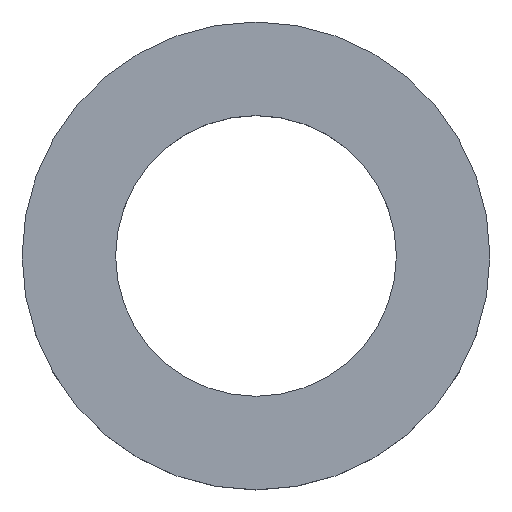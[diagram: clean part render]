
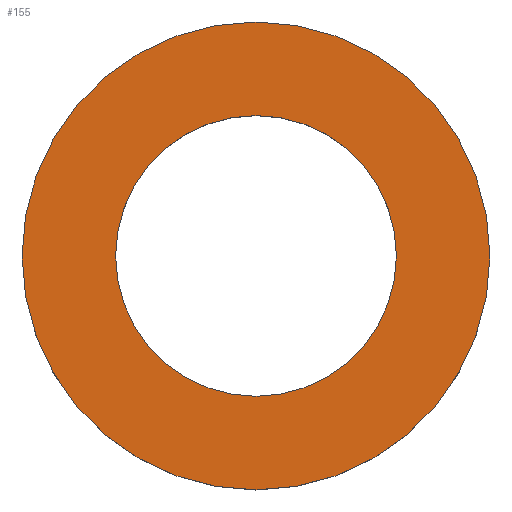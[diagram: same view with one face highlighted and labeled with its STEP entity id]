
A CAD part, top view. The second image highlights one B-rep face of the part: STEP entity #155.
In plain terms, the highlighted planar face has unit normal (0, 0, 1).
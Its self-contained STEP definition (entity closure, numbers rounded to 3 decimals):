
#1 = PLANE ( 'NONE',  #66 ) ;
#2 = DIRECTION ( 'NONE',  ( 0., 0., 1. ) ) ;
#12 = EDGE_CURVE ( 'NONE', #25, #111, #214, .T. ) ;
#18 = CARTESIAN_POINT ( 'NONE',  ( -9., 0., 4.3 ) ) ;
#20 = AXIS2_PLACEMENT_3D ( 'NONE', #203, #2, #60 ) ;
#25 = VERTEX_POINT ( 'NONE', #18 ) ;
#41 = CARTESIAN_POINT ( 'NONE',  ( 0., 0., 4.3 ) ) ;
#48 = AXIS2_PLACEMENT_3D ( 'NONE', #147, #70, #185 ) ;
#50 = ORIENTED_EDGE ( 'NONE', *, *, #125, .T. ) ;
#56 = CIRCLE ( 'NONE', #48, 15. ) ;
#60 = DIRECTION ( 'NONE',  ( 1., 0., 0. ) ) ;
#61 = EDGE_CURVE ( 'NONE', #111, #25, #144, .T. ) ;
#62 = DIRECTION ( 'NONE',  ( 0., 0., 1. ) ) ;
#63 = VERTEX_POINT ( 'NONE', #202 ) ;
#66 = AXIS2_PLACEMENT_3D ( 'NONE', #41, #62, #136 ) ;
#69 = VERTEX_POINT ( 'NONE', #237 ) ;
#70 = DIRECTION ( 'NONE',  ( 0., 0., 1. ) ) ;
#95 = CARTESIAN_POINT ( 'NONE',  ( 0., 0., 4.3 ) ) ;
#100 = CARTESIAN_POINT ( 'NONE',  ( 9., 0., 4.3 ) ) ;
#111 = VERTEX_POINT ( 'NONE', #100 ) ;
#118 = DIRECTION ( 'NONE',  ( 1., 0., 0. ) ) ;
#125 = EDGE_CURVE ( 'NONE', #69, #63, #195, .T. ) ;
#136 = DIRECTION ( 'NONE',  ( 1., 0., 0. ) ) ;
#137 = DIRECTION ( 'NONE',  ( 1., 0., 0. ) ) ;
#144 = CIRCLE ( 'NONE', #181, 9. ) ;
#147 = CARTESIAN_POINT ( 'NONE',  ( 0., 0., 4.3 ) ) ;
#149 = EDGE_LOOP ( 'NONE', ( #219, #213 ) ) ;
#155 = ADVANCED_FACE ( 'NONE', ( #164, #167 ), #1, .T. ) ;
#164 = FACE_OUTER_BOUND ( 'NONE', #186, .T. ) ;
#167 = FACE_BOUND ( 'NONE', #149, .T. ) ;
#177 = AXIS2_PLACEMENT_3D ( 'NONE', #95, #200, #118 ) ;
#181 = AXIS2_PLACEMENT_3D ( 'NONE', #182, #218, #137 ) ;
#182 = CARTESIAN_POINT ( 'NONE',  ( 0., 0., 4.3 ) ) ;
#185 = DIRECTION ( 'NONE',  ( 1., 0., 0. ) ) ;
#186 = EDGE_LOOP ( 'NONE', ( #193, #50 ) ) ;
#188 = EDGE_CURVE ( 'NONE', #63, #69, #56, .T. ) ;
#193 = ORIENTED_EDGE ( 'NONE', *, *, #188, .T. ) ;
#195 = CIRCLE ( 'NONE', #177, 15. ) ;
#200 = DIRECTION ( 'NONE',  ( 0., 0., 1. ) ) ;
#202 = CARTESIAN_POINT ( 'NONE',  ( -15., 0., 4.3 ) ) ;
#203 = CARTESIAN_POINT ( 'NONE',  ( 0., 0., 4.3 ) ) ;
#213 = ORIENTED_EDGE ( 'NONE', *, *, #61, .F. ) ;
#214 = CIRCLE ( 'NONE', #20, 9. ) ;
#218 = DIRECTION ( 'NONE',  ( 0., 0., 1. ) ) ;
#219 = ORIENTED_EDGE ( 'NONE', *, *, #12, .F. ) ;
#237 = CARTESIAN_POINT ( 'NONE',  ( 15., 0., 4.3 ) ) ;
